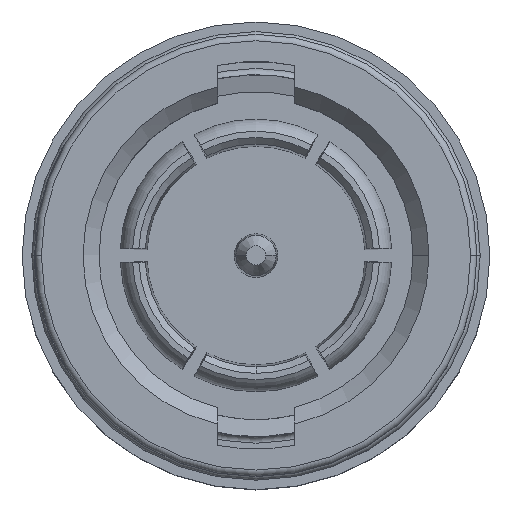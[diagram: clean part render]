
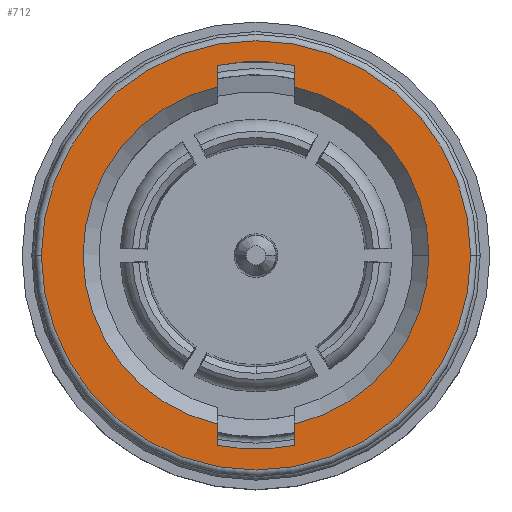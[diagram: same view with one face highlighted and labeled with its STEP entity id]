
A CAD part, top view. The second image highlights one B-rep face of the part: STEP entity #712.
In plain terms, the highlighted planar face has unit normal (0, 0, 1).
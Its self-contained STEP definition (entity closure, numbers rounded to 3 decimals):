
#41 = CARTESIAN_POINT ( 'NONE',  ( 5.4, 0., 0.85 ) ) ;
#339 = DIRECTION ( 'NONE',  ( 0., 0., 1. ) ) ;
#362 = VERTEX_POINT ( 'NONE', #7463 ) ;
#471 = FACE_BOUND ( 'NONE', #5181, .T. ) ;
#545 = ORIENTED_EDGE ( 'NONE', *, *, #14300, .F. ) ;
#712 = ADVANCED_FACE ( 'NONE', ( #11242, #471 ), #9721, .F. ) ;
#714 = DIRECTION ( 'NONE',  ( 0., 0., 1. ) ) ;
#851 = VECTOR ( 'NONE', #15922, 1000. ) ;
#968 = VERTEX_POINT ( 'NONE', #1548 ) ;
#1082 = DIRECTION ( 'NONE',  ( 0., 1., 0. ) ) ;
#1087 = CARTESIAN_POINT ( 'NONE',  ( 0., 0., 0.85 ) ) ;
#1207 = CARTESIAN_POINT ( 'NONE',  ( 0., 0., 0.85 ) ) ;
#1264 = EDGE_CURVE ( 'NONE', #10585, #13470, #10051, .T. ) ;
#1284 = CARTESIAN_POINT ( 'NONE',  ( 1.2, 4.751, 0.85 ) ) ;
#1548 = CARTESIAN_POINT ( 'NONE',  ( -1.2, -5.93, 0.85 ) ) ;
#1606 = DIRECTION ( 'NONE',  ( 0., -1., 0. ) ) ;
#1630 = CARTESIAN_POINT ( 'NONE',  ( 1.2, 5.265, 0.85 ) ) ;
#1679 = CARTESIAN_POINT ( 'NONE',  ( 1.2, -5.93, 0.85 ) ) ;
#1910 = AXIS2_PLACEMENT_3D ( 'NONE', #2728, #339, #7751 ) ;
#1925 = DIRECTION ( 'NONE',  ( 0., 0., 1. ) ) ;
#2728 = CARTESIAN_POINT ( 'NONE',  ( 0., 0., 0.85 ) ) ;
#2780 = VERTEX_POINT ( 'NONE', #1679 ) ;
#3402 = ORIENTED_EDGE ( 'NONE', *, *, #10274, .F. ) ;
#3417 = ORIENTED_EDGE ( 'NONE', *, *, #13861, .F. ) ;
#3492 = EDGE_CURVE ( 'NONE', #7487, #4426, #8695, .T. ) ;
#3570 = ORIENTED_EDGE ( 'NONE', *, *, #11962, .F. ) ;
#4025 = DIRECTION ( 'NONE',  ( 1., 0., 0. ) ) ;
#4311 = VECTOR ( 'NONE', #1082, 1000. ) ;
#4426 = VERTEX_POINT ( 'NONE', #12828 ) ;
#4462 = CARTESIAN_POINT ( 'NONE',  ( 1.2, -5.265, 0.85 ) ) ;
#4527 = AXIS2_PLACEMENT_3D ( 'NONE', #5409, #11527, #7867 ) ;
#4619 = EDGE_CURVE ( 'NONE', #4426, #7487, #10681, .T. ) ;
#4808 = VERTEX_POINT ( 'NONE', #10060 ) ;
#5181 = EDGE_LOOP ( 'NONE', ( #6587, #3402, #5183, #3417, #13364, #14532, #9817, #545, #3570 ) ) ;
#5183 = ORIENTED_EDGE ( 'NONE', *, *, #1264, .F. ) ;
#5221 = VERTEX_POINT ( 'NONE', #6479 ) ;
#5409 = CARTESIAN_POINT ( 'NONE',  ( 0., 0., 0.85 ) ) ;
#6183 = LINE ( 'NONE', #14580, #8651 ) ;
#6479 = CARTESIAN_POINT ( 'NONE',  ( -1.2, -5.265, 0.85 ) ) ;
#6587 = ORIENTED_EDGE ( 'NONE', *, *, #9051, .F. ) ;
#6963 = CARTESIAN_POINT ( 'NONE',  ( 0., 0., 0.85 ) ) ;
#7001 = CARTESIAN_POINT ( 'NONE',  ( 0., 0., 0.85 ) ) ;
#7136 = DIRECTION ( 'NONE',  ( -1., 0., 0. ) ) ;
#7218 = CARTESIAN_POINT ( 'NONE',  ( -1.2, -4.751, 0.85 ) ) ;
#7463 = CARTESIAN_POINT ( 'NONE',  ( -1.2, 5.93, 0.85 ) ) ;
#7487 = VERTEX_POINT ( 'NONE', #14631 ) ;
#7751 = DIRECTION ( 'NONE',  ( 1., 0., 0. ) ) ;
#7867 = DIRECTION ( 'NONE',  ( -1., 0., 0. ) ) ;
#7962 = ORIENTED_EDGE ( 'NONE', *, *, #3492, .T. ) ;
#8430 = LINE ( 'NONE', #15276, #14658 ) ;
#8651 = VECTOR ( 'NONE', #10775, 1000. ) ;
#8695 = CIRCLE ( 'NONE', #12491, 6.7 ) ;
#8965 = CIRCLE ( 'NONE', #4527, 6.05 ) ;
#9051 = EDGE_CURVE ( 'NONE', #4808, #362, #8965, .T. ) ;
#9082 = LINE ( 'NONE', #7218, #851 ) ;
#9101 = LINE ( 'NONE', #1284, #4311 ) ;
#9419 = ORIENTED_EDGE ( 'NONE', *, *, #4619, .T. ) ;
#9433 = DIRECTION ( 'NONE',  ( 1., 0., 0. ) ) ;
#9721 = PLANE ( 'NONE',  #10348 ) ;
#9803 = CIRCLE ( 'NONE', #15786, 6.05 ) ;
#9817 = ORIENTED_EDGE ( 'NONE', *, *, #10447, .F. ) ;
#10051 = CIRCLE ( 'NONE', #12114, 5.4 ) ;
#10060 = CARTESIAN_POINT ( 'NONE',  ( 1.2, 5.93, 0.85 ) ) ;
#10196 = CARTESIAN_POINT ( 'NONE',  ( 0., 0., 0.85 ) ) ;
#10214 = VERTEX_POINT ( 'NONE', #4462 ) ;
#10274 = EDGE_CURVE ( 'NONE', #13470, #4808, #9101, .T. ) ;
#10348 = AXIS2_PLACEMENT_3D ( 'NONE', #1087, #15723, #7136 ) ;
#10447 = EDGE_CURVE ( 'NONE', #5221, #968, #9082, .T. ) ;
#10528 = DIRECTION ( 'NONE',  ( -1., 0., 0. ) ) ;
#10585 = VERTEX_POINT ( 'NONE', #41 ) ;
#10681 = CIRCLE ( 'NONE', #15034, 6.7 ) ;
#10775 = DIRECTION ( 'NONE',  ( 0., 1., 0. ) ) ;
#10853 = CIRCLE ( 'NONE', #12507, 5.4 ) ;
#10991 = DIRECTION ( 'NONE',  ( 0., 0., 1. ) ) ;
#11139 = DIRECTION ( 'NONE',  ( 1., 0., 0. ) ) ;
#11242 = FACE_OUTER_BOUND ( 'NONE', #12946, .T. ) ;
#11527 = DIRECTION ( 'NONE',  ( 0., 0., 1. ) ) ;
#11650 = EDGE_CURVE ( 'NONE', #2780, #10214, #6183, .T. ) ;
#11962 = EDGE_CURVE ( 'NONE', #362, #15938, #8430, .T. ) ;
#11990 = CARTESIAN_POINT ( 'NONE',  ( -1.2, 5.265, 0.85 ) ) ;
#12114 = AXIS2_PLACEMENT_3D ( 'NONE', #6963, #15647, #9433 ) ;
#12339 = EDGE_CURVE ( 'NONE', #968, #2780, #9803, .T. ) ;
#12491 = AXIS2_PLACEMENT_3D ( 'NONE', #14217, #1925, #10528 ) ;
#12507 = AXIS2_PLACEMENT_3D ( 'NONE', #1207, #10991, #11139 ) ;
#12828 = CARTESIAN_POINT ( 'NONE',  ( 6.7, 0., 0.85 ) ) ;
#12946 = EDGE_LOOP ( 'NONE', ( #7962, #9419 ) ) ;
#13364 = ORIENTED_EDGE ( 'NONE', *, *, #11650, .F. ) ;
#13470 = VERTEX_POINT ( 'NONE', #1630 ) ;
#13507 = DIRECTION ( 'NONE',  ( -1., 0., 0. ) ) ;
#13861 = EDGE_CURVE ( 'NONE', #10214, #10585, #10853, .T. ) ;
#14217 = CARTESIAN_POINT ( 'NONE',  ( 0., 0., 0.85 ) ) ;
#14300 = EDGE_CURVE ( 'NONE', #15938, #5221, #14727, .T. ) ;
#14532 = ORIENTED_EDGE ( 'NONE', *, *, #12339, .F. ) ;
#14580 = CARTESIAN_POINT ( 'NONE',  ( 1.2, -4.751, 0.85 ) ) ;
#14631 = CARTESIAN_POINT ( 'NONE',  ( -6.7, 0., 0.85 ) ) ;
#14658 = VECTOR ( 'NONE', #1606, 1000. ) ;
#14727 = CIRCLE ( 'NONE', #1910, 5.4 ) ;
#15034 = AXIS2_PLACEMENT_3D ( 'NONE', #7001, #714, #13507 ) ;
#15041 = DIRECTION ( 'NONE',  ( 0., 0., 1. ) ) ;
#15276 = CARTESIAN_POINT ( 'NONE',  ( -1.2, 4.751, 0.85 ) ) ;
#15647 = DIRECTION ( 'NONE',  ( 0., 0., 1. ) ) ;
#15723 = DIRECTION ( 'NONE',  ( 0., 0., -1. ) ) ;
#15786 = AXIS2_PLACEMENT_3D ( 'NONE', #10196, #15041, #4025 ) ;
#15922 = DIRECTION ( 'NONE',  ( 0., -1., 0. ) ) ;
#15938 = VERTEX_POINT ( 'NONE', #11990 ) ;
